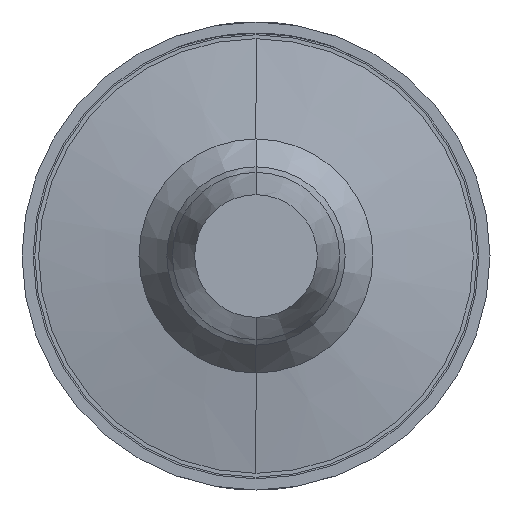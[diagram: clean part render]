
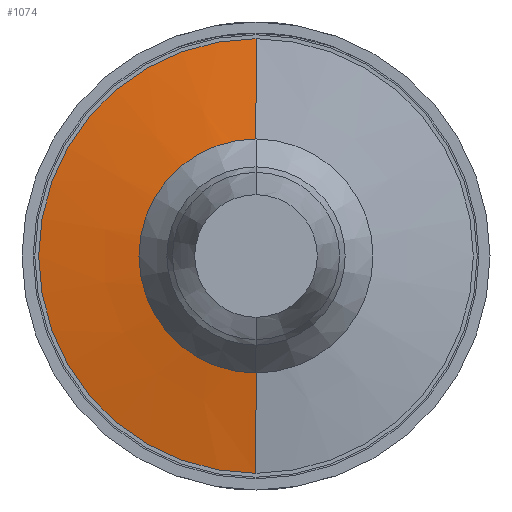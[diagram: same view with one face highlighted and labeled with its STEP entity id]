
A CAD part, front view. The second image highlights one B-rep face of the part: STEP entity #1074.
In plain terms, the highlighted conical face has half-angle 80.134 degrees and reference radius 0.8 mm.
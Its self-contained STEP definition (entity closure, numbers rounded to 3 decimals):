
#233 = CARTESIAN_POINT ( 'NONE',  ( 0., -41.6, -0.8 ) ) ;
#284 = EDGE_CURVE ( 'Defeature ausgef�hrt1_24+Defeature ausgef�hrt1_23+Defeature ausgef�hrt1_23+Defeature ausgef�hrt1_23', #4301, #2641, #1978, .T. ) ;
#446 = DIRECTION ( 'NONE',  ( 0., -1., 0. ) ) ;
#686 = EDGE_CURVE ( 'Defeature ausgef�hrt1_23+Defeature ausgef�hrt1_22+Defeature ausgef�hrt1_22+Defeature ausgef�hrt1_22', #5970, #4139, #1821, .T. ) ;
#959 = AXIS2_PLACEMENT_3D ( 'NONE', #4461, #446, #1058 ) ;
#1058 = DIRECTION ( 'NONE',  ( 0., 0., 1. ) ) ;
#1074 = ADVANCED_FACE ( 'Defeature ausgef�hrt1_23', ( #4969 ), #5049, .T. ) ;
#1189 = ORIENTED_EDGE ( 'NONE', *, *, #5585, .F. ) ;
#1492 = VECTOR ( 'NONE', #4859, 1000. ) ;
#1787 = CARTESIAN_POINT ( 'NONE',  ( 0., -41.6, -0.8 ) ) ;
#1821 = CIRCLE ( 'NONE', #959, 1.95 ) ;
#1978 = CIRCLE ( 'NONE', #5111, 0.8 ) ;
#2451 = ORIENTED_EDGE ( 'NONE', *, *, #686, .T. ) ;
#2486 = LINE ( 'NONE', #2858, #3029 ) ;
#2641 = VERTEX_POINT ( 'NONE', #1787 ) ;
#2655 = EDGE_CURVE ( 'NONE', #4301, #5970, #2486, .T. ) ;
#2774 = DIRECTION ( 'NONE',  ( 0., 0., -1. ) ) ;
#2858 = CARTESIAN_POINT ( 'NONE',  ( 0., -41.6, 0.8 ) ) ;
#3029 = VECTOR ( 'NONE', #5326, 1000. ) ;
#3650 = CARTESIAN_POINT ( 'NONE',  ( 0., -41.6, 0.8 ) ) ;
#3752 = EDGE_LOOP ( 'NONE', ( #6312, #4146, #2451, #1189 ) ) ;
#3851 = CARTESIAN_POINT ( 'NONE',  ( 0., -41.6, 0. ) ) ;
#3989 = CARTESIAN_POINT ( 'NONE',  ( 0., -41.4, -1.95 ) ) ;
#4139 = VERTEX_POINT ( 'NONE', #3989 ) ;
#4146 = ORIENTED_EDGE ( 'NONE', *, *, #2655, .T. ) ;
#4301 = VERTEX_POINT ( 'NONE', #3650 ) ;
#4332 = LINE ( 'NONE', #233, #1492 ) ;
#4461 = CARTESIAN_POINT ( 'NONE',  ( 0., -41.4, 0. ) ) ;
#4763 = DIRECTION ( 'NONE',  ( 0., 1., 0. ) ) ;
#4774 = AXIS2_PLACEMENT_3D ( 'NONE', #3851, #4763, #2774 ) ;
#4859 = DIRECTION ( 'NONE',  ( 0., 0.171, -0.985 ) ) ;
#4921 = CARTESIAN_POINT ( 'NONE',  ( 0., -41.4, 1.95 ) ) ;
#4969 = FACE_OUTER_BOUND ( 'NONE', #3752, .T. ) ;
#5049 = CONICAL_SURFACE ( 'NONE', #4774, 0.8, 1.399 ) ;
#5111 = AXIS2_PLACEMENT_3D ( 'NONE', #5193, #5708, #5211 ) ;
#5193 = CARTESIAN_POINT ( 'NONE',  ( 0., -41.6, 0. ) ) ;
#5211 = DIRECTION ( 'NONE',  ( 0., 0., 1. ) ) ;
#5326 = DIRECTION ( 'NONE',  ( 0., 0.171, 0.985 ) ) ;
#5585 = EDGE_CURVE ( 'NONE', #2641, #4139, #4332, .T. ) ;
#5708 = DIRECTION ( 'NONE',  ( 0., -1., 0. ) ) ;
#5970 = VERTEX_POINT ( 'NONE', #4921 ) ;
#6312 = ORIENTED_EDGE ( 'NONE', *, *, #284, .F. ) ;
